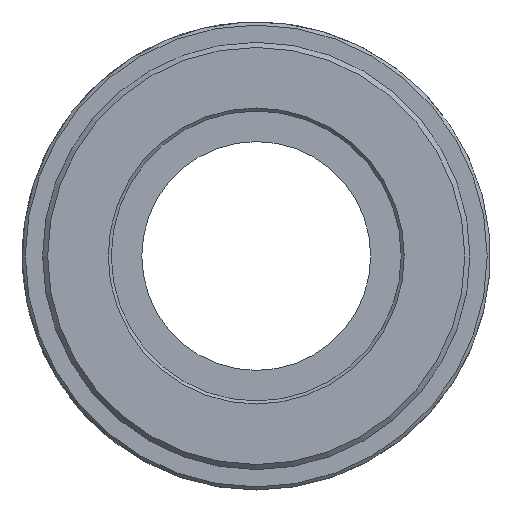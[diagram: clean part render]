
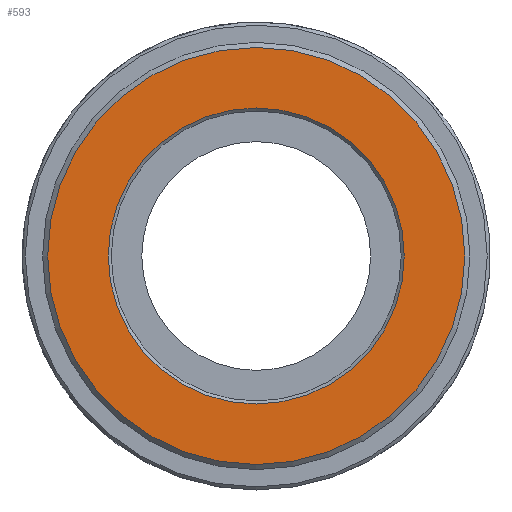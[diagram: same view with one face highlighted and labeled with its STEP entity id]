
A CAD part, front view. The second image highlights one B-rep face of the part: STEP entity #593.
In plain terms, the highlighted planar face has unit normal (0, -1, 0).
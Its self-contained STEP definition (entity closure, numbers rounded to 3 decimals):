
#133 = DIRECTION ( 'NONE',  ( 0., 0., -1. ) ) ;
#149 = EDGE_CURVE ( 'NONE', #187, #187, #327, .T. ) ;
#156 = EDGE_LOOP ( 'NONE', ( #591 ) ) ;
#187 = VERTEX_POINT ( 'NONE', #713 ) ;
#193 = FACE_BOUND ( 'NONE', #353, .T. ) ;
#197 = DIRECTION ( 'NONE',  ( 0., 1., 0. ) ) ;
#199 = DIRECTION ( 'NONE',  ( 0., -1., 0. ) ) ;
#210 = CARTESIAN_POINT ( 'NONE',  ( 0., -8.069, 29.076 ) ) ;
#298 = ORIENTED_EDGE ( 'NONE', *, *, #149, .T. ) ;
#327 = CIRCLE ( 'NONE', #487, 14.55 ) ;
#337 = PLANE ( 'NONE',  #737 ) ;
#353 = EDGE_LOOP ( 'NONE', ( #298 ) ) ;
#442 = AXIS2_PLACEMENT_3D ( 'NONE', #825, #199, #470 ) ;
#470 = DIRECTION ( 'NONE',  ( 0., 0., -1. ) ) ;
#485 = CIRCLE ( 'NONE', #442, 20.5 ) ;
#487 = AXIS2_PLACEMENT_3D ( 'NONE', #618, #197, #133 ) ;
#591 = ORIENTED_EDGE ( 'NONE', *, *, #612, .T. ) ;
#593 = ADVANCED_FACE ( 'NONE', ( #823, #193 ), #337, .T. ) ;
#612 = EDGE_CURVE ( 'NONE', #724, #724, #485, .T. ) ;
#618 = CARTESIAN_POINT ( 'NONE',  ( 0., -8.069, 14.826 ) ) ;
#681 = DIRECTION ( 'NONE',  ( 0., 0., -1. ) ) ;
#713 = CARTESIAN_POINT ( 'NONE',  ( 0., -8.069, 0.276 ) ) ;
#724 = VERTEX_POINT ( 'NONE', #729 ) ;
#729 = CARTESIAN_POINT ( 'NONE',  ( 0., -8.069, -5.674 ) ) ;
#737 = AXIS2_PLACEMENT_3D ( 'NONE', #210, #764, #681 ) ;
#764 = DIRECTION ( 'NONE',  ( 0., -1., 0. ) ) ;
#823 = FACE_OUTER_BOUND ( 'NONE', #156, .T. ) ;
#825 = CARTESIAN_POINT ( 'NONE',  ( 0., -8.069, 14.826 ) ) ;
